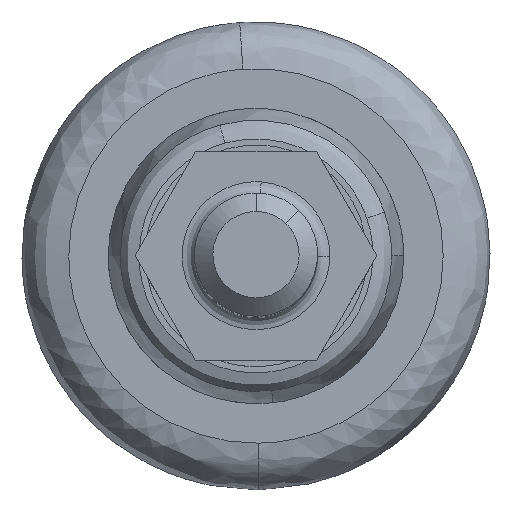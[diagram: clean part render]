
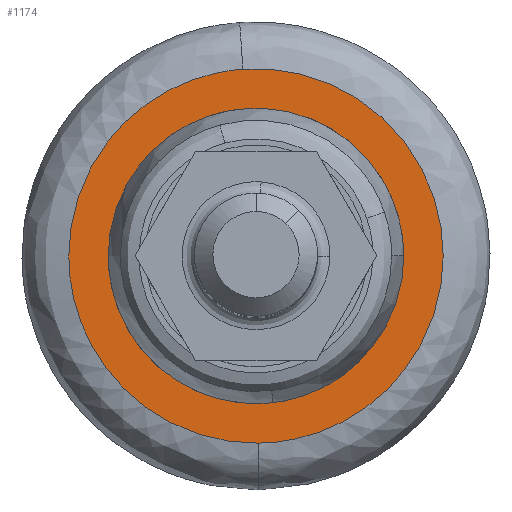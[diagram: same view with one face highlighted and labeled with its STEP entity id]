
A CAD part, top view. The second image highlights one B-rep face of the part: STEP entity #1174.
In plain terms, the highlighted free-form (B-spline) face has degree [1, 1] with [2, 2] control points.
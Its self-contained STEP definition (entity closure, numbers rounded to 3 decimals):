
#739=CARTESIAN_POINT('',(0.733,-11.978,7.6));
#740=VERTEX_POINT('',#739);
#746=CARTESIAN_POINT('',(12.0,0.0,7.6));
#747=VERTEX_POINT('',#746);
#748=CARTESIAN_POINT('',(12.0,0.0,7.6));
#749=CARTESIAN_POINT('',(12.,-11.288,7.6));
#750=CARTESIAN_POINT('',(0.733,-11.978,7.6));
#758=(BOUNDED_CURVE()B_SPLINE_CURVE(2,(#748,#749,#750),.UNSPECIFIED.,.F.,.U.)B_SPLINE_CURVE_WITH_KNOTS((3,3),(0.5,0.739),.UNSPECIFIED.)CURVE()GEOMETRIC_REPRESENTATION_ITEM()RATIONAL_B_SPLINE_CURVE((1.0,0.72,0.976))REPRESENTATION_ITEM(''));
#759=EDGE_CURVE('',#747,#740,#758,.T.);
#761=CARTESIAN_POINT('',(-1.416,11.916,7.6));
#762=VERTEX_POINT('',#761);
#763=CARTESIAN_POINT('',(-1.416,11.916,7.6));
#764=CARTESIAN_POINT('',(-0.711,12.,7.6));
#765=CARTESIAN_POINT('',(0.0,12.0,7.6));
#766=CARTESIAN_POINT('',(12.0,12.0,7.6));
#767=CARTESIAN_POINT('',(12.0,0.0,7.6));
#775=(BOUNDED_CURVE()B_SPLINE_CURVE(2,(#763,#764,#765,#766,#767),.UNSPECIFIED.,.F.,.U.)B_SPLINE_CURVE_WITH_KNOTS((3,2,3),(0.23,0.25,0.5),.UNSPECIFIED.)CURVE()GEOMETRIC_REPRESENTATION_ITEM()RATIONAL_B_SPLINE_CURVE((0.956,0.976,1.0,0.707,1.0))REPRESENTATION_ITEM(''));
#776=EDGE_CURVE('',#762,#747,#775,.T.);
#824=CARTESIAN_POINT('',(-12.0,0.0,7.6));
#825=VERTEX_POINT('',#824);
#826=CARTESIAN_POINT('',(-12.0,0.0,7.6));
#827=CARTESIAN_POINT('',(-12.0,10.658,7.6));
#828=CARTESIAN_POINT('',(-1.416,11.916,7.6));
#836=(BOUNDED_CURVE()B_SPLINE_CURVE(2,(#826,#827,#828),.UNSPECIFIED.,.F.,.U.)B_SPLINE_CURVE_WITH_KNOTS((3,3),(0.0,0.23),.UNSPECIFIED.)CURVE()GEOMETRIC_REPRESENTATION_ITEM()RATIONAL_B_SPLINE_CURVE((1.0,0.731,0.956))REPRESENTATION_ITEM(''));
#837=EDGE_CURVE('',#825,#762,#836,.T.);
#839=CARTESIAN_POINT('',(0.733,-11.978,7.6));
#840=CARTESIAN_POINT('',(0.367,-12.,7.6));
#841=CARTESIAN_POINT('',(0.0,-12.0,7.6));
#842=CARTESIAN_POINT('',(-12.0,-12.0,7.6));
#843=CARTESIAN_POINT('',(-12.0,0.0,7.6));
#851=(BOUNDED_CURVE()B_SPLINE_CURVE(2,(#839,#840,#841,#842,#843),.UNSPECIFIED.,.F.,.U.)B_SPLINE_CURVE_WITH_KNOTS((3,2,3),(0.739,0.75,1.0),.UNSPECIFIED.)CURVE()GEOMETRIC_REPRESENTATION_ITEM()RATIONAL_B_SPLINE_CURVE((0.976,0.988,1.0,0.707,1.0))REPRESENTATION_ITEM(''));
#852=EDGE_CURVE('',#740,#825,#851,.T.);
#935=CARTESIAN_POINT('',(-1.06,15.163,7.6));
#936=VERTEX_POINT('',#935);
#952=CARTESIAN_POINT('',(15.2,0.0,7.6));
#953=VERTEX_POINT('',#952);
#954=CARTESIAN_POINT('',(-1.06,15.163,7.6));
#955=CARTESIAN_POINT('',(-0.531,15.2,7.6));
#956=CARTESIAN_POINT('',(0.0,15.2,7.6));
#957=CARTESIAN_POINT('',(15.2,15.2,7.6));
#958=CARTESIAN_POINT('',(15.2,0.0,7.6));
#966=(BOUNDED_CURVE()B_SPLINE_CURVE(2,(#954,#955,#956,#957,#958),.UNSPECIFIED.,.F.,.U.)B_SPLINE_CURVE_WITH_KNOTS((3,2,3),(0.238,0.25,0.5),.UNSPECIFIED.)CURVE()GEOMETRIC_REPRESENTATION_ITEM()RATIONAL_B_SPLINE_CURVE((0.973,0.986,1.0,0.707,1.0))REPRESENTATION_ITEM(''));
#967=EDGE_CURVE('',#936,#953,#966,.T.);
#969=CARTESIAN_POINT('',(0.191,-15.199,7.6));
#970=VERTEX_POINT('',#969);
#971=CARTESIAN_POINT('',(15.2,0.0,7.6));
#972=CARTESIAN_POINT('',(15.2,-15.01,7.6));
#973=CARTESIAN_POINT('',(0.191,-15.199,7.6));
#981=(BOUNDED_CURVE()B_SPLINE_CURVE(2,(#971,#972,#973),.UNSPECIFIED.,.F.,.U.)B_SPLINE_CURVE_WITH_KNOTS((3,3),(0.5,0.748),.UNSPECIFIED.)CURVE()GEOMETRIC_REPRESENTATION_ITEM()RATIONAL_B_SPLINE_CURVE((1.0,0.71,0.995))REPRESENTATION_ITEM(''));
#982=EDGE_CURVE('',#953,#970,#981,.T.);
#1081=CARTESIAN_POINT('',(-15.2,0.0,7.6));
#1082=VERTEX_POINT('',#1081);
#1083=CARTESIAN_POINT('',(0.191,-15.199,7.6));
#1084=CARTESIAN_POINT('',(0.096,-15.2,7.6));
#1085=CARTESIAN_POINT('',(0.0,-15.2,7.6));
#1086=CARTESIAN_POINT('',(-15.2,-15.2,7.6));
#1087=CARTESIAN_POINT('',(-15.2,0.0,7.6));
#1095=(BOUNDED_CURVE()B_SPLINE_CURVE(2,(#1083,#1084,#1085,#1086,#1087),.UNSPECIFIED.,.F.,.U.)B_SPLINE_CURVE_WITH_KNOTS((3,2,3),(0.748,0.75,1.0),.UNSPECIFIED.)CURVE()GEOMETRIC_REPRESENTATION_ITEM()RATIONAL_B_SPLINE_CURVE((0.995,0.997,1.0,0.707,1.0))REPRESENTATION_ITEM(''));
#1096=EDGE_CURVE('',#970,#1082,#1095,.T.);
#1098=CARTESIAN_POINT('',(-15.2,0.0,7.6));
#1099=CARTESIAN_POINT('',(-15.2,14.175,7.6));
#1100=CARTESIAN_POINT('',(-1.06,15.163,7.6));
#1108=(BOUNDED_CURVE()B_SPLINE_CURVE(2,(#1098,#1099,#1100),.UNSPECIFIED.,.F.,.U.)B_SPLINE_CURVE_WITH_KNOTS((3,3),(0.0,0.238),.UNSPECIFIED.)CURVE()GEOMETRIC_REPRESENTATION_ITEM()RATIONAL_B_SPLINE_CURVE((1.0,0.721,0.973))REPRESENTATION_ITEM(''));
#1109=EDGE_CURVE('',#1082,#936,#1108,.T.);
#1157=CARTESIAN_POINT('',(16.718,-16.717,7.6));
#1158=CARTESIAN_POINT('',(-16.718,-16.717,7.6));
#1159=CARTESIAN_POINT('',(16.718,16.717,7.6));
#1160=CARTESIAN_POINT('',(-16.718,16.717,7.6));
#1161=B_SPLINE_SURFACE_WITH_KNOTS('',1,1,((#1157,#1159),(#1158,#1160)),.UNSPECIFIED.,.F.,.F.,.U.,(2,2),(2,2),(0.0,33.437),(0.0,33.434),.UNSPECIFIED.);
#1162=ORIENTED_EDGE('',*,*,#1096,.F.);
#1163=ORIENTED_EDGE('',*,*,#982,.F.);
#1164=ORIENTED_EDGE('',*,*,#967,.F.);
#1165=ORIENTED_EDGE('',*,*,#1109,.F.);
#1166=EDGE_LOOP('',(#1162,#1163,#1164,#1165));
#1167=FACE_OUTER_BOUND('',#1166,.T.);
#1168=ORIENTED_EDGE('',*,*,#759,.T.);
#1169=ORIENTED_EDGE('',*,*,#852,.T.);
#1170=ORIENTED_EDGE('',*,*,#837,.T.);
#1171=ORIENTED_EDGE('',*,*,#776,.T.);
#1172=EDGE_LOOP('',(#1168,#1169,#1170,#1171));
#1173=FACE_BOUND('',#1172,.T.);
#1174=ADVANCED_FACE('',(#1167,#1173),#1161,.F.);
